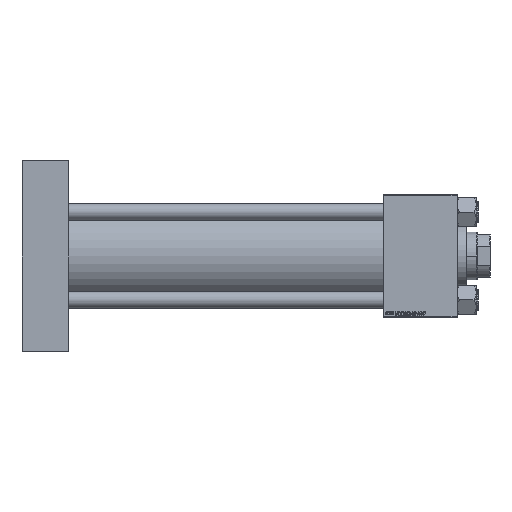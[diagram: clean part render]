
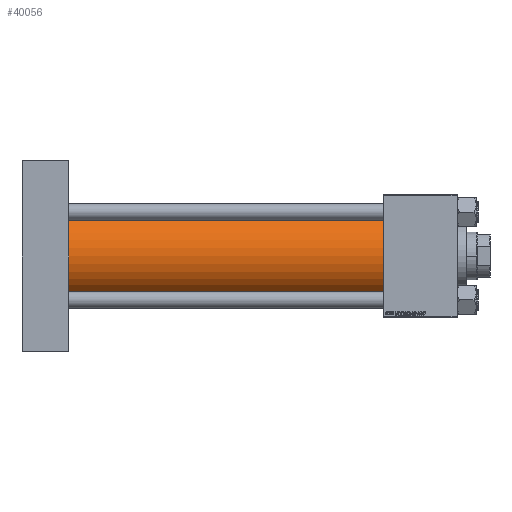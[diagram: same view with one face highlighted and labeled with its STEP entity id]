
A CAD part, front view. The second image highlights one B-rep face of the part: STEP entity #40056.
In plain terms, the highlighted cylindrical face has radius 43 mm (diameter 86 mm), a partial arc.
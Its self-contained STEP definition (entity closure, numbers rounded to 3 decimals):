
#704 = CARTESIAN_POINT ( 'NONE',  ( 340., 0., 0. ) ) ;
#846 = CARTESIAN_POINT ( 'NONE',  ( 340., 0., 43. ) ) ;
#2229 = CARTESIAN_POINT ( 'NONE',  ( 44., 0., -43. ) ) ;
#2815 = CARTESIAN_POINT ( 'NONE',  ( 340., 0., -43. ) ) ;
#2896 = AXIS2_PLACEMENT_3D ( 'NONE', #16641, #20630, #52248 ) ;
#8210 = CIRCLE ( 'NONE', #37024, 43. ) ;
#8380 = CYLINDRICAL_SURFACE ( 'NONE', #14141, 43. ) ;
#9159 = DIRECTION ( 'NONE',  ( -1., 0., 0. ) ) ;
#9305 = VERTEX_POINT ( 'NONE', #18646 ) ;
#9311 = EDGE_CURVE ( 'NONE', #9305, #26439, #8210, .T. ) ;
#11892 = EDGE_LOOP ( 'NONE', ( #30955, #30944, #22095, #20237 ) ) ;
#13139 = DIRECTION ( 'NONE',  ( 0., 0., 1. ) ) ;
#14141 = AXIS2_PLACEMENT_3D ( 'NONE', #704, #9159, #13139 ) ;
#14903 = DIRECTION ( 'NONE',  ( 0., 0., -1. ) ) ;
#16641 = CARTESIAN_POINT ( 'NONE',  ( 44., 0., 0. ) ) ;
#17016 = DIRECTION ( 'NONE',  ( -1., 0., 0. ) ) ;
#18646 = CARTESIAN_POINT ( 'NONE',  ( 340., 0., 43. ) ) ;
#20237 = ORIENTED_EDGE ( 'NONE', *, *, #30056, .T. ) ;
#20630 = DIRECTION ( 'NONE',  ( 1., 0., 0. ) ) ;
#21651 = EDGE_CURVE ( 'NONE', #9305, #34785, #33461, .T. ) ;
#22095 = ORIENTED_EDGE ( 'NONE', *, *, #21651, .T. ) ;
#22116 = DIRECTION ( 'NONE',  ( 1., 0., 0. ) ) ;
#26174 = VECTOR ( 'NONE', #35641, 1000. ) ;
#26439 = VERTEX_POINT ( 'NONE', #2815 ) ;
#28564 = FACE_OUTER_BOUND ( 'NONE', #11892, .T. ) ;
#30056 = EDGE_CURVE ( 'NONE', #34785, #35382, #42785, .T. ) ;
#30944 = ORIENTED_EDGE ( 'NONE', *, *, #9311, .F. ) ;
#30955 = ORIENTED_EDGE ( 'NONE', *, *, #44443, .F. ) ;
#31380 = CARTESIAN_POINT ( 'NONE',  ( 340., 0., -43. ) ) ;
#31639 = LINE ( 'NONE', #31380, #26174 ) ;
#33461 = LINE ( 'NONE', #846, #39936 ) ;
#34320 = CARTESIAN_POINT ( 'NONE',  ( 340., 0., 0. ) ) ;
#34785 = VERTEX_POINT ( 'NONE', #36625 ) ;
#35382 = VERTEX_POINT ( 'NONE', #2229 ) ;
#35641 = DIRECTION ( 'NONE',  ( -1., 0., 0. ) ) ;
#36625 = CARTESIAN_POINT ( 'NONE',  ( 44., 0., 43. ) ) ;
#37024 = AXIS2_PLACEMENT_3D ( 'NONE', #34320, #22116, #14903 ) ;
#39936 = VECTOR ( 'NONE', #17016, 1000. ) ;
#40056 = ADVANCED_FACE ( 'NONE', ( #28564 ), #8380, .T. ) ;
#42785 = CIRCLE ( 'NONE', #2896, 43. ) ;
#44443 = EDGE_CURVE ( 'NONE', #26439, #35382, #31639, .T. ) ;
#52248 = DIRECTION ( 'NONE',  ( 0., 0., 1. ) ) ;
